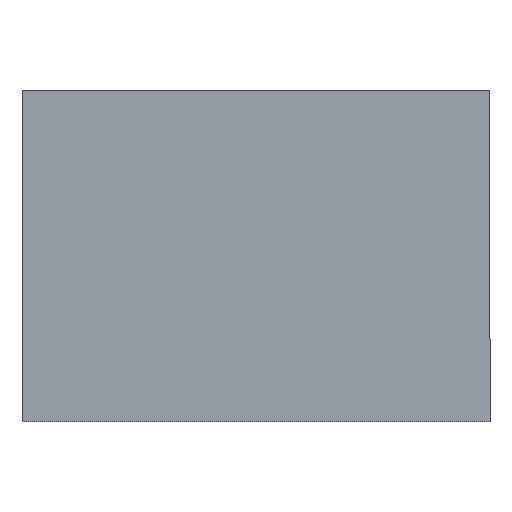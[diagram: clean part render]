
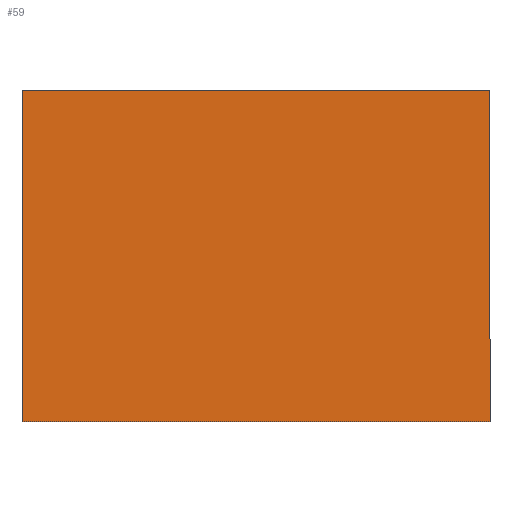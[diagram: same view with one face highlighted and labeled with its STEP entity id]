
A CAD part, top view. The second image highlights one B-rep face of the part: STEP entity #59.
In plain terms, the highlighted planar face has unit normal (0, 0, 1).
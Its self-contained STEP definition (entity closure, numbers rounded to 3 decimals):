
#5 = EDGE_CURVE ( 'NONE', #16, #134, #137, .T. ) ;
#7 = CARTESIAN_POINT ( 'NONE',  ( 0., 0., 2. ) ) ;
#10 = AXIS2_PLACEMENT_3D ( 'NONE', #7, #122, #46 ) ;
#11 = CARTESIAN_POINT ( 'NONE',  ( -7.108, 45.462, 2. ) ) ;
#16 = VERTEX_POINT ( 'NONE', #48 ) ;
#17 = VECTOR ( 'NONE', #127, 1000. ) ;
#21 = CARTESIAN_POINT ( 'NONE',  ( -7.108, 45.462, 2. ) ) ;
#29 = ORIENTED_EDGE ( 'NONE', *, *, #78, .T. ) ;
#46 = DIRECTION ( 'NONE',  ( 1., 0., 0. ) ) ;
#48 = CARTESIAN_POINT ( 'NONE',  ( 74.892, -12.538, 2. ) ) ;
#59 = ADVANCED_FACE ( 'NONE', ( #73 ), #139, .T. ) ;
#73 = FACE_OUTER_BOUND ( 'NONE', #101, .T. ) ;
#74 = EDGE_CURVE ( 'NONE', #117, #16, #109, .T. ) ;
#78 = EDGE_CURVE ( 'NONE', #172, #117, #200, .T. ) ;
#83 = VECTOR ( 'NONE', #169, 1000. ) ;
#101 = EDGE_LOOP ( 'NONE', ( #29, #175, #121, #179 ) ) ;
#105 = CARTESIAN_POINT ( 'NONE',  ( 74.892, 45.462, 2. ) ) ;
#109 = LINE ( 'NONE', #145, #144 ) ;
#110 = VECTOR ( 'NONE', #142, 1000. ) ;
#114 = CARTESIAN_POINT ( 'NONE',  ( -7.108, -12.538, 2. ) ) ;
#117 = VERTEX_POINT ( 'NONE', #114 ) ;
#118 = EDGE_CURVE ( 'NONE', #134, #172, #177, .T. ) ;
#121 = ORIENTED_EDGE ( 'NONE', *, *, #5, .T. ) ;
#122 = DIRECTION ( 'NONE',  ( 0., 0., 1. ) ) ;
#127 = DIRECTION ( 'NONE',  ( -1., 0., 0. ) ) ;
#134 = VERTEX_POINT ( 'NONE', #141 ) ;
#137 = LINE ( 'NONE', #105, #83 ) ;
#139 = PLANE ( 'NONE',  #10 ) ;
#141 = CARTESIAN_POINT ( 'NONE',  ( 74.892, 45.462, 2. ) ) ;
#142 = DIRECTION ( 'NONE',  ( 0., -1., 0. ) ) ;
#144 = VECTOR ( 'NONE', #202, 1000. ) ;
#145 = CARTESIAN_POINT ( 'NONE',  ( -7.108, -12.538, 2. ) ) ;
#160 = CARTESIAN_POINT ( 'NONE',  ( -7.108, 45.462, 2. ) ) ;
#169 = DIRECTION ( 'NONE',  ( 0., 1., 0. ) ) ;
#172 = VERTEX_POINT ( 'NONE', #21 ) ;
#175 = ORIENTED_EDGE ( 'NONE', *, *, #74, .T. ) ;
#177 = LINE ( 'NONE', #160, #17 ) ;
#179 = ORIENTED_EDGE ( 'NONE', *, *, #118, .T. ) ;
#200 = LINE ( 'NONE', #11, #110 ) ;
#202 = DIRECTION ( 'NONE',  ( 1., 0., 0. ) ) ;
